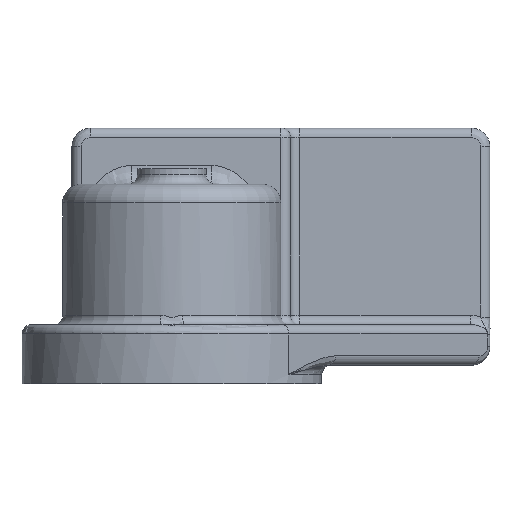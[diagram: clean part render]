
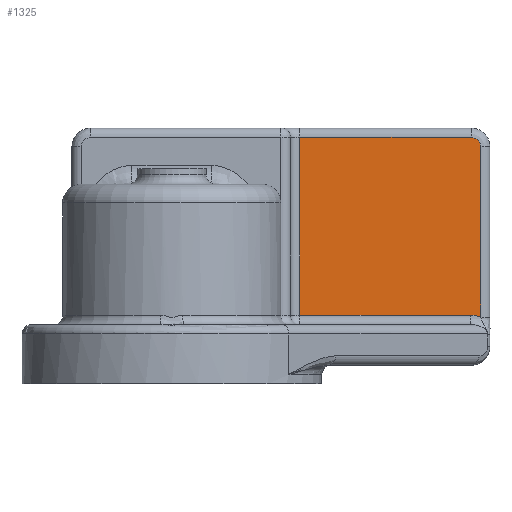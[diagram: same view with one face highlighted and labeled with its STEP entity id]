
A CAD part, front view. The second image highlights one B-rep face of the part: STEP entity #1325.
In plain terms, the highlighted planar face has unit normal (0, -1, 0).
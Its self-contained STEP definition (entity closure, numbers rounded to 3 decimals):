
#49=ELLIPSE('',#1472,7.671,6.);
#162=LINE('',#2635,#224);
#163=LINE('',#2637,#225);
#164=LINE('',#2639,#226);
#165=LINE('',#2642,#227);
#224=VECTOR('',#1765,55.);
#225=VECTOR('',#1766,57.);
#226=VECTOR('',#1767,54.774);
#227=VECTOR('',#1770,54.556);
#262=FACE_OUTER_BOUND('',#357,.T.);
#357=EDGE_LOOP('',(#974,#975,#976,#977,#978,#979));
#481=CIRCLE('',#1471,3.);
#635=VERTEX_POINT('',#2631);
#636=VERTEX_POINT('',#2632);
#637=VERTEX_POINT('',#2634);
#638=VERTEX_POINT('',#2636);
#639=VERTEX_POINT('',#2638);
#640=VERTEX_POINT('',#2640);
#763=EDGE_CURVE('',#635,#636,#481,.T.);
#764=EDGE_CURVE('',#636,#637,#162,.T.);
#765=EDGE_CURVE('',#637,#638,#163,.T.);
#766=EDGE_CURVE('',#638,#639,#164,.T.);
#767=EDGE_CURVE('',#639,#640,#49,.F.);
#768=EDGE_CURVE('',#640,#635,#165,.F.);
#974=ORIENTED_EDGE('',*,*,#763,.T.);
#975=ORIENTED_EDGE('',*,*,#764,.T.);
#976=ORIENTED_EDGE('',*,*,#765,.T.);
#977=ORIENTED_EDGE('',*,*,#766,.T.);
#978=ORIENTED_EDGE('',*,*,#767,.T.);
#979=ORIENTED_EDGE('',*,*,#768,.T.);
#1302=PLANE('',#1470);
#1325=ADVANCED_FACE('',(#262),#1302,.T.);
#1470=AXIS2_PLACEMENT_3D('',#2630,#1761,#1762);
#1471=AXIS2_PLACEMENT_3D('',#2633,#1763,#1764);
#1472=AXIS2_PLACEMENT_3D('',#2641,#1768,#1769);
#1761=DIRECTION('center_axis',(0.,-1.,0.));
#1762=DIRECTION('ref_axis',(0.,0.,-1.));
#1763=DIRECTION('center_axis',(0.,-1.,0.));
#1764=DIRECTION('ref_axis',(1.,0.,0.));
#1765=DIRECTION('',(-1.,0.,0.));
#1766=DIRECTION('',(0.,0.,-1.));
#1767=DIRECTION('',(1.,0.,0.));
#1768=DIRECTION('center_axis',(0.,-1.,0.));
#1769=DIRECTION('ref_axis',(-1.,0.,0.));
#1770=DIRECTION('',(0.,0.,-1.));
#2630=CARTESIAN_POINT('Origin',(0.,51.,58.));
#2631=CARTESIAN_POINT('',(99.,51.,70.));
#2632=CARTESIAN_POINT('',(96.,51.,73.));
#2633=CARTESIAN_POINT('Origin',(96.,51.,70.));
#2634=CARTESIAN_POINT('',(41.,51.,73.));
#2635=CARTESIAN_POINT('',(96.,51.,73.));
#2636=CARTESIAN_POINT('',(41.,51.,16.));
#2637=CARTESIAN_POINT('',(41.,51.,73.));
#2638=CARTESIAN_POINT('',(95.774,51.,16.));
#2639=CARTESIAN_POINT('',(41.,51.,16.));
#2640=CARTESIAN_POINT('',(99.,51.,15.444));
#2641=CARTESIAN_POINT('Origin',(95.774,51.,10.));
#2642=CARTESIAN_POINT('',(99.,51.,70.));
